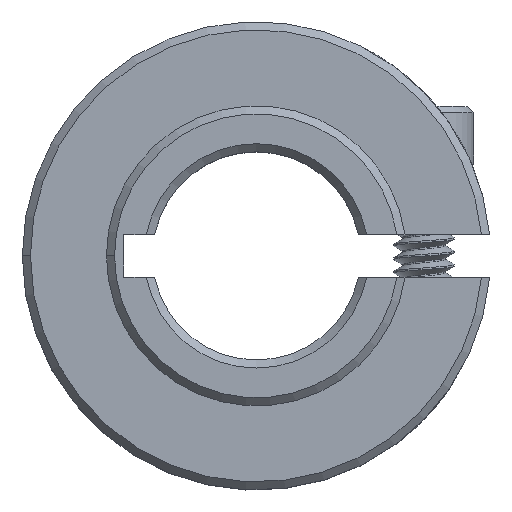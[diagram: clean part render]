
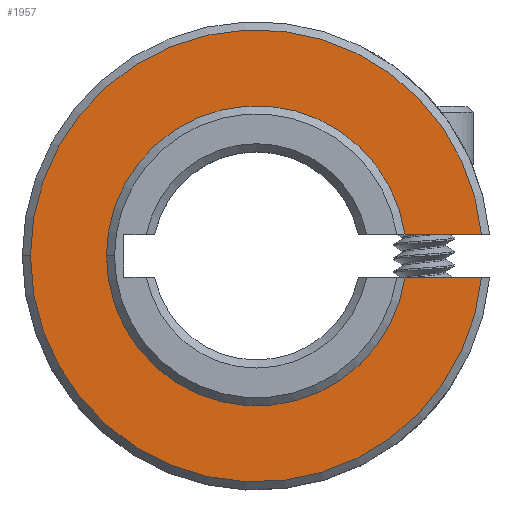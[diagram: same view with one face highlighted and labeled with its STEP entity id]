
A CAD part, top view. The second image highlights one B-rep face of the part: STEP entity #1957.
In plain terms, the highlighted planar face has unit normal (0, 0, 1).
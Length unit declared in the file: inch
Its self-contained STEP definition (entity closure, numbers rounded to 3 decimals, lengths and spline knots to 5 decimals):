
#34 = CARTESIAN_POINT ( 'NONE',  ( 0.41621, -0.03937, 0.235 ) ) ;
#50 = CARTESIAN_POINT ( 'NONE',  ( 0., 0., 0.235 ) ) ;
#75 = CARTESIAN_POINT ( 'NONE',  ( 0., 0.03937, 0.235 ) ) ;
#612 = LINE ( 'NONE', #75, #4475 ) ;
#672 = CIRCLE ( 'NONE', #3908, 0.41807 ) ;
#880 = CIRCLE ( 'NONE', #965, 0.2775 ) ;
#965 = AXIS2_PLACEMENT_3D ( 'NONE', #4679, #4187, #4131 ) ;
#1069 = VECTOR ( 'NONE', #4208, 39.37008 ) ;
#1202 = CARTESIAN_POINT ( 'NONE',  ( 0., 0., 0.235 ) ) ;
#1209 = ORIENTED_EDGE ( 'NONE', *, *, #4311, .T. ) ;
#1274 = CARTESIAN_POINT ( 'NONE',  ( -0.41807, 0., 0.235 ) ) ;
#1376 = EDGE_LOOP ( 'NONE', ( #1209, #3145, #3608, #1920, #3203, #4127 ) ) ;
#1492 = EDGE_CURVE ( 'NONE', #5561, #3323, #672, .T. ) ;
#1810 = DIRECTION ( 'NONE',  ( 1., 0., 0. ) ) ;
#1842 = FACE_OUTER_BOUND ( 'NONE', #1376, .T. ) ;
#1916 = LINE ( 'NONE', #2475, #1069 ) ;
#1920 = ORIENTED_EDGE ( 'NONE', *, *, #2570, .F. ) ;
#1957 = ADVANCED_FACE ( 'NONE', ( #1842 ), #4888, .T. ) ;
#2086 = VERTEX_POINT ( 'NONE', #4200 ) ;
#2428 = VERTEX_POINT ( 'NONE', #5315 ) ;
#2475 = CARTESIAN_POINT ( 'NONE',  ( 0., -0.03937, 0.235 ) ) ;
#2508 = DIRECTION ( 'NONE',  ( 0., 0., -1. ) ) ;
#2570 = EDGE_CURVE ( 'NONE', #2086, #2428, #612, .T. ) ;
#2713 = CARTESIAN_POINT ( 'NONE',  ( 0., 0., 0.235 ) ) ;
#3126 = DIRECTION ( 'NONE',  ( 1., 0., 0. ) ) ;
#3145 = ORIENTED_EDGE ( 'NONE', *, *, #3856, .T. ) ;
#3203 = ORIENTED_EDGE ( 'NONE', *, *, #4055, .T. ) ;
#3252 = AXIS2_PLACEMENT_3D ( 'NONE', #2713, #4394, #1810 ) ;
#3323 = VERTEX_POINT ( 'NONE', #34 ) ;
#3390 = DIRECTION ( 'NONE',  ( 1., 0., 0. ) ) ;
#3501 = DIRECTION ( 'NONE',  ( 0., 0., 1. ) ) ;
#3512 = VERTEX_POINT ( 'NONE', #4215 ) ;
#3600 = EDGE_CURVE ( 'NONE', #4745, #2428, #5324, .T. ) ;
#3608 = ORIENTED_EDGE ( 'NONE', *, *, #3600, .T. ) ;
#3856 = EDGE_CURVE ( 'NONE', #3512, #4745, #880, .T. ) ;
#3908 = AXIS2_PLACEMENT_3D ( 'NONE', #50, #3501, #3126 ) ;
#4055 = EDGE_CURVE ( 'NONE', #2086, #5561, #4672, .T. ) ;
#4127 = ORIENTED_EDGE ( 'NONE', *, *, #1492, .T. ) ;
#4131 = DIRECTION ( 'NONE',  ( 1., 0., 0. ) ) ;
#4187 = DIRECTION ( 'NONE',  ( 0., 0., -1. ) ) ;
#4200 = CARTESIAN_POINT ( 'NONE',  ( 0.41621, 0.03937, 0.235 ) ) ;
#4208 = DIRECTION ( 'NONE',  ( -1., 0., 0. ) ) ;
#4215 = CARTESIAN_POINT ( 'NONE',  ( 0.27469, -0.03937, 0.235 ) ) ;
#4270 = DIRECTION ( 'NONE',  ( 1., 0., 0. ) ) ;
#4311 = EDGE_CURVE ( 'NONE', #3323, #3512, #1916, .T. ) ;
#4394 = DIRECTION ( 'NONE',  ( 0., 0., 1. ) ) ;
#4475 = VECTOR ( 'NONE', #5401, 39.37008 ) ;
#4672 = CIRCLE ( 'NONE', #5420, 0.41807 ) ;
#4679 = CARTESIAN_POINT ( 'NONE',  ( 0., 0., 0.235 ) ) ;
#4745 = VERTEX_POINT ( 'NONE', #4884 ) ;
#4884 = CARTESIAN_POINT ( 'NONE',  ( -0.2775, 0., 0.235 ) ) ;
#4888 = PLANE ( 'NONE',  #3252 ) ;
#5315 = CARTESIAN_POINT ( 'NONE',  ( 0.27469, 0.03937, 0.235 ) ) ;
#5324 = CIRCLE ( 'NONE', #5689, 0.2775 ) ;
#5401 = DIRECTION ( 'NONE',  ( -1., 0., 0. ) ) ;
#5420 = AXIS2_PLACEMENT_3D ( 'NONE', #5638, #5693, #4270 ) ;
#5561 = VERTEX_POINT ( 'NONE', #1274 ) ;
#5638 = CARTESIAN_POINT ( 'NONE',  ( 0., 0., 0.235 ) ) ;
#5689 = AXIS2_PLACEMENT_3D ( 'NONE', #1202, #2508, #3390 ) ;
#5693 = DIRECTION ( 'NONE',  ( 0., 0., 1. ) ) ;
